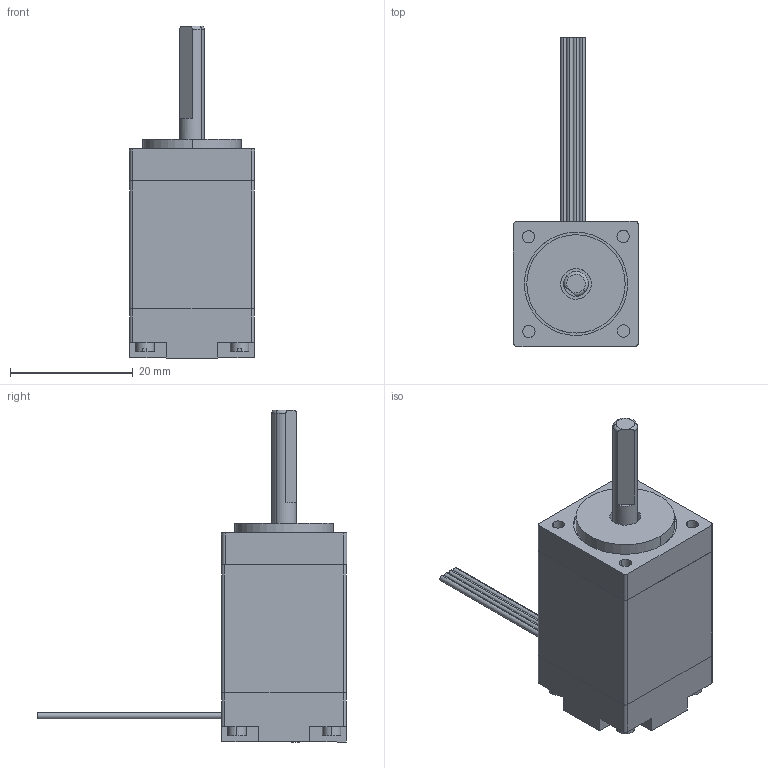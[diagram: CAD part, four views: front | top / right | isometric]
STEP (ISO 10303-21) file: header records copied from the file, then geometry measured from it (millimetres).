
FILE_DESCRIPTION (( 'STEP AP214' ), '1' );
FILE_NAME ('20-34儂旯.STEP', '2018-08-03T01:10:52', ( 'SUMTOR-117005' ), ( 'Microsoft' ), 'SwSTEP 2.0', 'SolidWorks 2015', '' );
FILE_SCHEMA (( 'AUTOMOTIVE_DESIGN' ));
Length unit declared in the file: millimetre
Products named in the file (6): 蛌粣; 錨璃1; 笢潔; 蹟隊; 綴傷; 20-34儂旯
Assembly tree (8 placements, depth 2):
  20-34儂旯
    綴傷
    蹟隊  x4
    笢潔
    錨璃1
    蛌粣
Bounding box: 20.39 x 50.35 x 54 mm (x, y, z)
Volume: 14128.6 mm3; surface area: 8447.2 mm2
Topology: 12 solids, 12 shells, 186 faces, 450 edges, 299 vertices
Faces by surface type: plane 109, cylinder 74, torus 3
Entity records: 4218 total; most frequent: DIRECTION 709, CARTESIAN_POINT 670, ORIENTED_EDGE 612, EDGE_CURVE 306, AXIS2_PLACEMENT_3D 268, VERTEX_POINT 203, VECTOR 173, LINE 173
